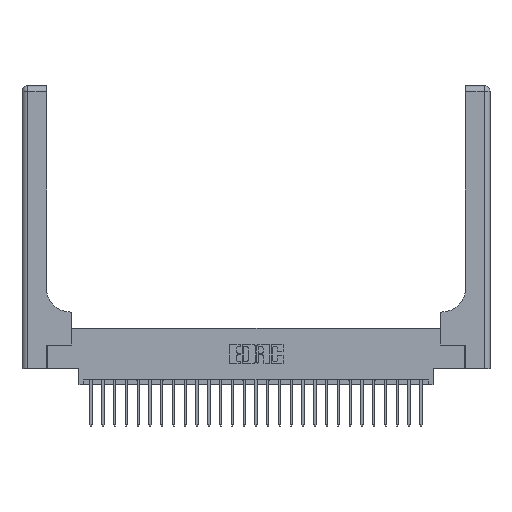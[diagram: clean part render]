
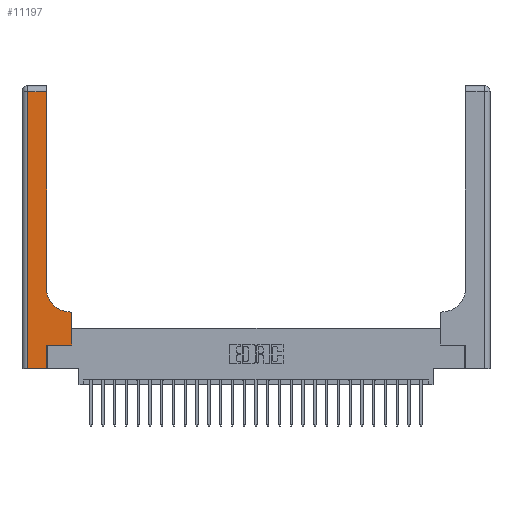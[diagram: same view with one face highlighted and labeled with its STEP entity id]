
A CAD part, top view. The second image highlights one B-rep face of the part: STEP entity #11197.
In plain terms, the highlighted planar face has unit normal (0, 0, 1).
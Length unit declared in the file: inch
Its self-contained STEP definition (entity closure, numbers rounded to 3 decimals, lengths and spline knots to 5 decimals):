
#251 = DIRECTION ( 'NONE',  ( -1., 0., 0. ) ) ;
#616 = VERTEX_POINT ( 'NONE', #4468 ) ;
#865 = DIRECTION ( 'NONE',  ( -1., 0., 0. ) ) ;
#1093 = CIRCLE ( 'NONE', #23485, 0.25 ) ;
#1352 = DIRECTION ( 'NONE',  ( 1., 0., 0. ) ) ;
#1395 = EDGE_CURVE ( 'NONE', #11424, #4046, #1093, .T. ) ;
#1732 = ORIENTED_EDGE ( 'NONE', *, *, #2270, .T. ) ;
#1748 = CARTESIAN_POINT ( 'NONE',  ( 0.06, 0., 0.37 ) ) ;
#1893 = LINE ( 'NONE', #9088, #12116 ) ;
#1907 = ORIENTED_EDGE ( 'NONE', *, *, #7238, .T. ) ;
#2270 = EDGE_CURVE ( 'NONE', #22476, #15668, #7746, .T. ) ;
#2510 = FACE_OUTER_BOUND ( 'NONE', #3118, .T. ) ;
#2919 = CARTESIAN_POINT ( 'NONE',  ( 0.51, 0.85, 0.37 ) ) ;
#2929 = CARTESIAN_POINT ( 'NONE',  ( 0.51, 0.6, 0.37 ) ) ;
#3118 = EDGE_LOOP ( 'NONE', ( #17158, #4199, #4609, #1907, #17630, #7700, #1732, #12950, #25103 ) ) ;
#3338 = LINE ( 'NONE', #24977, #14150 ) ;
#3939 = DIRECTION ( 'NONE',  ( 0., 1., 0. ) ) ;
#4046 = VERTEX_POINT ( 'NONE', #19358 ) ;
#4199 = ORIENTED_EDGE ( 'NONE', *, *, #14522, .T. ) ;
#4468 = CARTESIAN_POINT ( 'NONE',  ( 0.265, 0.25, 0.37 ) ) ;
#4482 = VERTEX_POINT ( 'NONE', #20534 ) ;
#4609 = ORIENTED_EDGE ( 'NONE', *, *, #18152, .T. ) ;
#4957 = DIRECTION ( 'NONE',  ( 1., 0., 0. ) ) ;
#5006 = VERTEX_POINT ( 'NONE', #1748 ) ;
#5323 = DIRECTION ( 'NONE',  ( 1., 0., 0. ) ) ;
#5905 = CARTESIAN_POINT ( 'NONE',  ( 0.26, 3., 0.37 ) ) ;
#5991 = CARTESIAN_POINT ( 'NONE',  ( 0.26, 2.94, 0.37 ) ) ;
#7238 = EDGE_CURVE ( 'NONE', #5006, #9886, #19784, .T. ) ;
#7502 = CARTESIAN_POINT ( 'NONE',  ( 0.265, 0.25, 0.37 ) ) ;
#7700 = ORIENTED_EDGE ( 'NONE', *, *, #25960, .T. ) ;
#7746 = LINE ( 'NONE', #9560, #12536 ) ;
#8694 = VECTOR ( 'NONE', #23784, 39.37008 ) ;
#9088 = CARTESIAN_POINT ( 'NONE',  ( 0.265, 0., 0.37 ) ) ;
#9290 = LINE ( 'NONE', #5905, #14043 ) ;
#9560 = CARTESIAN_POINT ( 'NONE',  ( 0.528, 0.25, 0.37 ) ) ;
#9784 = CARTESIAN_POINT ( 'NONE',  ( 0., 2.94, 0.37 ) ) ;
#9886 = VERTEX_POINT ( 'NONE', #16537 ) ;
#11146 = DIRECTION ( 'NONE',  ( 0., 1., 0. ) ) ;
#11197 = ADVANCED_FACE ( 'NONE', ( #2510 ), #24410, .F. ) ;
#11424 = VERTEX_POINT ( 'NONE', #2929 ) ;
#12116 = VECTOR ( 'NONE', #11146, 39.37008 ) ;
#12467 = DIRECTION ( 'NONE',  ( 0., 0., -1. ) ) ;
#12536 = VECTOR ( 'NONE', #15690, 39.37008 ) ;
#12950 = ORIENTED_EDGE ( 'NONE', *, *, #22900, .T. ) ;
#13597 = VECTOR ( 'NONE', #21971, 39.37008 ) ;
#14043 = VECTOR ( 'NONE', #3939, 39.37008 ) ;
#14150 = VECTOR ( 'NONE', #865, 39.37008 ) ;
#14522 = EDGE_CURVE ( 'NONE', #22574, #4482, #24075, .T. ) ;
#15479 = CARTESIAN_POINT ( 'NONE',  ( 0., 0., 0.37 ) ) ;
#15668 = VERTEX_POINT ( 'NONE', #16028 ) ;
#15690 = DIRECTION ( 'NONE',  ( 0., 1., 0. ) ) ;
#16028 = CARTESIAN_POINT ( 'NONE',  ( 0.528, 0.6, 0.37 ) ) ;
#16537 = CARTESIAN_POINT ( 'NONE',  ( 0.265, 0., 0.37 ) ) ;
#17146 = DIRECTION ( 'NONE',  ( 0., 0., -1. ) ) ;
#17158 = ORIENTED_EDGE ( 'NONE', *, *, #19034, .T. ) ;
#17630 = ORIENTED_EDGE ( 'NONE', *, *, #19414, .T. ) ;
#18152 = EDGE_CURVE ( 'NONE', #4482, #5006, #24787, .T. ) ;
#18471 = CARTESIAN_POINT ( 'NONE',  ( 0., 3., 0.37 ) ) ;
#19034 = EDGE_CURVE ( 'NONE', #4046, #22574, #9290, .T. ) ;
#19358 = CARTESIAN_POINT ( 'NONE',  ( 0.26, 0.85, 0.37 ) ) ;
#19414 = EDGE_CURVE ( 'NONE', #9886, #616, #1893, .T. ) ;
#19784 = LINE ( 'NONE', #15479, #24396 ) ;
#19988 = CARTESIAN_POINT ( 'NONE',  ( 0.06, 3., 0.37 ) ) ;
#20534 = CARTESIAN_POINT ( 'NONE',  ( 0.06, 2.94, 0.37 ) ) ;
#21143 = AXIS2_PLACEMENT_3D ( 'NONE', #18471, #12467, #251 ) ;
#21971 = DIRECTION ( 'NONE',  ( 0., -1., 0. ) ) ;
#22476 = VERTEX_POINT ( 'NONE', #23750 ) ;
#22574 = VERTEX_POINT ( 'NONE', #5991 ) ;
#22900 = EDGE_CURVE ( 'NONE', #15668, #11424, #3338, .T. ) ;
#23485 = AXIS2_PLACEMENT_3D ( 'NONE', #2919, #17146, #4957 ) ;
#23750 = CARTESIAN_POINT ( 'NONE',  ( 0.528, 0.25, 0.37 ) ) ;
#23784 = DIRECTION ( 'NONE',  ( -1., 0., 0. ) ) ;
#24075 = LINE ( 'NONE', #9784, #8694 ) ;
#24396 = VECTOR ( 'NONE', #5323, 39.37008 ) ;
#24410 = PLANE ( 'NONE',  #21143 ) ;
#24787 = LINE ( 'NONE', #19988, #13597 ) ;
#24831 = VECTOR ( 'NONE', #1352, 39.37008 ) ;
#24977 = CARTESIAN_POINT ( 'NONE',  ( 0.26, 0.6, 0.37 ) ) ;
#25103 = ORIENTED_EDGE ( 'NONE', *, *, #1395, .T. ) ;
#25440 = LINE ( 'NONE', #7502, #24831 ) ;
#25960 = EDGE_CURVE ( 'NONE', #616, #22476, #25440, .T. ) ;
